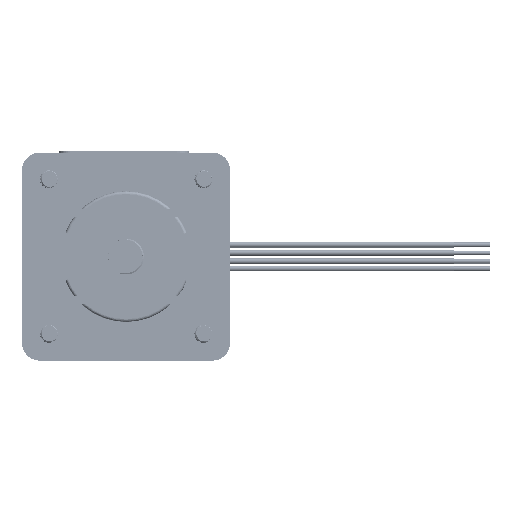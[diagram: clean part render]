
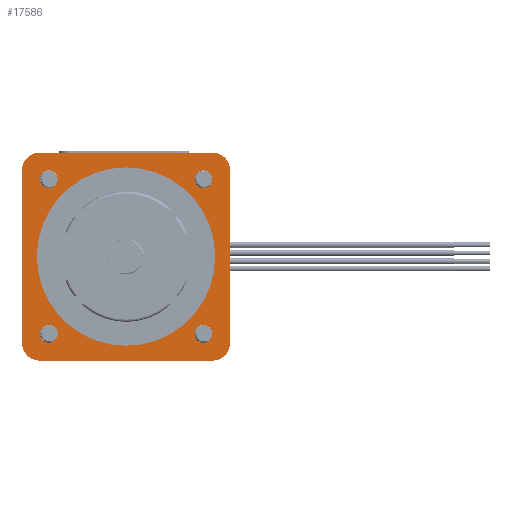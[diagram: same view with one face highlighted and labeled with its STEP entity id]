
A CAD part, front view. The second image highlights one B-rep face of the part: STEP entity #17586.
In plain terms, the highlighted face is planar.
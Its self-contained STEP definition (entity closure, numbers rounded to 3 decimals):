
#457=FACE_BOUND('',#2854,.T.);
#458=FACE_BOUND('',#2855,.T.);
#459=FACE_BOUND('',#2856,.T.);
#460=FACE_BOUND('',#2857,.T.);
#461=FACE_BOUND('',#2858,.T.);
#939=PLANE('',#19479);
#1817=FACE_OUTER_BOUND('',#2853,.T.);
#2853=EDGE_LOOP('',(#15527,#15528,#15529,#15530,#15531,#15532,#15533,#15534));
#2854=EDGE_LOOP('',(#15535));
#2855=EDGE_LOOP('',(#15536));
#2856=EDGE_LOOP('',(#15537));
#2857=EDGE_LOOP('',(#15538));
#2858=EDGE_LOOP('',(#15539));
#4419=LINE('',#29704,#5883);
#4420=LINE('',#29708,#5884);
#4421=LINE('',#29712,#5885);
#4422=LINE('',#29715,#5886);
#5883=VECTOR('',#24398,29.);
#5884=VECTOR('',#24401,29.);
#5885=VECTOR('',#24404,29.);
#5886=VECTOR('',#24407,29.);
#6983=CIRCLE('',#19480,3.);
#6984=CIRCLE('',#19481,3.);
#6985=CIRCLE('',#19482,3.);
#6986=CIRCLE('',#19483,3.);
#6987=CIRCLE('',#19484,15.);
#6988=CIRCLE('',#19485,1.5);
#6989=CIRCLE('',#19486,1.5);
#6990=CIRCLE('',#19487,1.5);
#6991=CIRCLE('',#19488,1.5);
#8523=VERTEX_POINT('',#29700);
#8524=VERTEX_POINT('',#29701);
#8525=VERTEX_POINT('',#29703);
#8526=VERTEX_POINT('',#29705);
#8527=VERTEX_POINT('',#29707);
#8528=VERTEX_POINT('',#29709);
#8529=VERTEX_POINT('',#29711);
#8530=VERTEX_POINT('',#29713);
#8531=VERTEX_POINT('',#29716);
#8532=VERTEX_POINT('',#29718);
#8533=VERTEX_POINT('',#29720);
#8534=VERTEX_POINT('',#29722);
#8535=VERTEX_POINT('',#29724);
#10933=EDGE_CURVE('',#8523,#8524,#6983,.T.);
#10934=EDGE_CURVE('',#8525,#8523,#4419,.T.);
#10935=EDGE_CURVE('',#8526,#8525,#6984,.T.);
#10936=EDGE_CURVE('',#8527,#8526,#4420,.T.);
#10937=EDGE_CURVE('',#8528,#8527,#6985,.T.);
#10938=EDGE_CURVE('',#8529,#8528,#4421,.T.);
#10939=EDGE_CURVE('',#8530,#8529,#6986,.T.);
#10940=EDGE_CURVE('',#8524,#8530,#4422,.T.);
#10941=EDGE_CURVE('',#8531,#8531,#6987,.T.);
#10942=EDGE_CURVE('',#8532,#8532,#6988,.T.);
#10943=EDGE_CURVE('',#8533,#8533,#6989,.T.);
#10944=EDGE_CURVE('',#8534,#8534,#6990,.T.);
#10945=EDGE_CURVE('',#8535,#8535,#6991,.T.);
#15527=ORIENTED_EDGE('',*,*,#10933,.F.);
#15528=ORIENTED_EDGE('',*,*,#10934,.F.);
#15529=ORIENTED_EDGE('',*,*,#10935,.F.);
#15530=ORIENTED_EDGE('',*,*,#10936,.F.);
#15531=ORIENTED_EDGE('',*,*,#10937,.F.);
#15532=ORIENTED_EDGE('',*,*,#10938,.F.);
#15533=ORIENTED_EDGE('',*,*,#10939,.F.);
#15534=ORIENTED_EDGE('',*,*,#10940,.F.);
#15535=ORIENTED_EDGE('',*,*,#10941,.F.);
#15536=ORIENTED_EDGE('',*,*,#10942,.T.);
#15537=ORIENTED_EDGE('',*,*,#10943,.T.);
#15538=ORIENTED_EDGE('',*,*,#10944,.T.);
#15539=ORIENTED_EDGE('',*,*,#10945,.T.);
#17586=ADVANCED_FACE('',(#1817,#457,#458,#459,#460,#461),#939,.F.);
#19479=AXIS2_PLACEMENT_3D('',#29699,#24394,#24395);
#19480=AXIS2_PLACEMENT_3D('',#29702,#24396,#24397);
#19481=AXIS2_PLACEMENT_3D('',#29706,#24399,#24400);
#19482=AXIS2_PLACEMENT_3D('',#29710,#24402,#24403);
#19483=AXIS2_PLACEMENT_3D('',#29714,#24405,#24406);
#19484=AXIS2_PLACEMENT_3D('',#29717,#24408,#24409);
#19485=AXIS2_PLACEMENT_3D('',#29719,#24410,#24411);
#19486=AXIS2_PLACEMENT_3D('',#29721,#24412,#24413);
#19487=AXIS2_PLACEMENT_3D('',#29723,#24414,#24415);
#19488=AXIS2_PLACEMENT_3D('',#29725,#24416,#24417);
#24394=DIRECTION('center_axis',(0.,0.,1.));
#24395=DIRECTION('ref_axis',(1.,0.,0.));
#24396=DIRECTION('center_axis',(0.,0.,1.));
#24397=DIRECTION('ref_axis',(1.,0.,0.));
#24398=DIRECTION('',(1.,0.,0.));
#24399=DIRECTION('center_axis',(0.,0.,1.));
#24400=DIRECTION('ref_axis',(1.,0.,0.));
#24401=DIRECTION('',(0.,-1.,0.));
#24402=DIRECTION('center_axis',(0.,0.,1.));
#24403=DIRECTION('ref_axis',(1.,0.,0.));
#24404=DIRECTION('',(-1.,0.,0.));
#24405=DIRECTION('center_axis',(0.,0.,1.));
#24406=DIRECTION('ref_axis',(-1.,0.,0.));
#24407=DIRECTION('',(0.,1.,0.));
#24408=DIRECTION('center_axis',(0.,0.,-1.));
#24409=DIRECTION('ref_axis',(-1.,0.,0.));
#24410=DIRECTION('center_axis',(0.,0.,1.));
#24411=DIRECTION('ref_axis',(1.,0.,0.));
#24412=DIRECTION('center_axis',(0.,0.,1.));
#24413=DIRECTION('ref_axis',(1.,0.,0.));
#24414=DIRECTION('center_axis',(0.,0.,1.));
#24415=DIRECTION('ref_axis',(1.,0.,0.));
#24416=DIRECTION('center_axis',(0.,0.,1.));
#24417=DIRECTION('ref_axis',(1.,0.,0.));
#29699=CARTESIAN_POINT('Origin',(14.5,-14.5,1.9));
#29700=CARTESIAN_POINT('',(14.5,-17.5,1.9));
#29701=CARTESIAN_POINT('',(17.5,-14.5,1.9));
#29702=CARTESIAN_POINT('Origin',(14.5,-14.5,1.9));
#29703=CARTESIAN_POINT('',(-14.5,-17.5,1.9));
#29704=CARTESIAN_POINT('',(-14.5,-17.5,1.9));
#29705=CARTESIAN_POINT('',(-17.5,-14.5,1.9));
#29706=CARTESIAN_POINT('Origin',(-14.5,-14.5,1.9));
#29707=CARTESIAN_POINT('',(-17.5,14.5,1.9));
#29708=CARTESIAN_POINT('',(-17.5,14.5,1.9));
#29709=CARTESIAN_POINT('',(-14.5,17.5,1.9));
#29710=CARTESIAN_POINT('Origin',(-14.5,14.5,1.9));
#29711=CARTESIAN_POINT('',(14.5,17.5,1.9));
#29712=CARTESIAN_POINT('',(14.5,17.5,1.9));
#29713=CARTESIAN_POINT('',(17.5,14.5,1.9));
#29714=CARTESIAN_POINT('Origin',(14.5,14.5,1.9));
#29715=CARTESIAN_POINT('',(17.5,-14.5,1.9));
#29716=CARTESIAN_POINT('',(-15.,0.,1.9));
#29717=CARTESIAN_POINT('Origin',(0.,0.,1.9));
#29718=CARTESIAN_POINT('',(-11.5,-13.,1.9));
#29719=CARTESIAN_POINT('Origin',(-13.,-13.,1.9));
#29720=CARTESIAN_POINT('',(14.5,-13.,1.9));
#29721=CARTESIAN_POINT('Origin',(13.,-13.,1.9));
#29722=CARTESIAN_POINT('',(14.5,13.,1.9));
#29723=CARTESIAN_POINT('Origin',(13.,13.,1.9));
#29724=CARTESIAN_POINT('',(-11.5,13.,1.9));
#29725=CARTESIAN_POINT('Origin',(-13.,13.,1.9));
